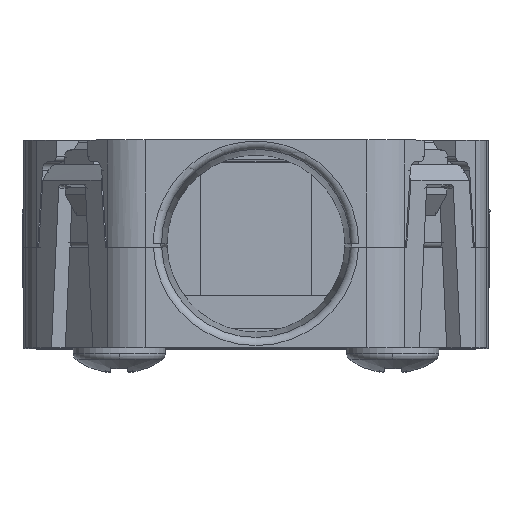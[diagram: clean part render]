
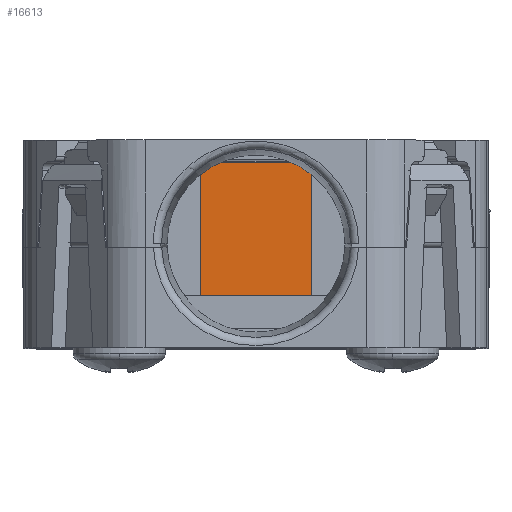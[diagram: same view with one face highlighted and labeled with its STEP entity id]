
A CAD part, top view. The second image highlights one B-rep face of the part: STEP entity #16613.
In plain terms, the highlighted planar face has unit normal (0, 0, 1).
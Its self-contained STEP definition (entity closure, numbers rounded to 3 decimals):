
#1091 = ORIENTED_EDGE ( 'NONE', *, *, #17324, .T. ) ;
#1706 = ORIENTED_EDGE ( 'NONE', *, *, #15222, .T. ) ;
#2200 = FACE_OUTER_BOUND ( 'NONE', #15997, .T. ) ;
#2703 = DIRECTION ( 'NONE',  ( 0., 0., 1. ) ) ;
#4125 = CARTESIAN_POINT ( 'NONE',  ( -3.375, -2.9, 18. ) ) ;
#6881 = CARTESIAN_POINT ( 'NONE',  ( 3.375, -0.45, 18. ) ) ;
#7961 = EDGE_CURVE ( 'NONE', #12129, #30093, #27365, .T. ) ;
#9428 = CARTESIAN_POINT ( 'NONE',  ( 0., -2.9, 18. ) ) ;
#10609 = CARTESIAN_POINT ( 'NONE',  ( -15.51, -6.73, 18. ) ) ;
#10995 = VECTOR ( 'NONE', #14982, 1000. ) ;
#11234 = CARTESIAN_POINT ( 'NONE',  ( 3.375, -2.9, 18. ) ) ;
#11491 = VECTOR ( 'NONE', #30639, 1000. ) ;
#12129 = VERTEX_POINT ( 'NONE', #23886 ) ;
#13154 = VERTEX_POINT ( 'NONE', #11234 ) ;
#13253 = CARTESIAN_POINT ( 'NONE',  ( 0., 5.2, 18. ) ) ;
#14982 = DIRECTION ( 'NONE',  ( 0., -1., 0. ) ) ;
#15222 = EDGE_CURVE ( 'NONE', #30093, #13154, #31906, .T. ) ;
#15265 = ORIENTED_EDGE ( 'NONE', *, *, #21941, .F. ) ;
#15501 = ORIENTED_EDGE ( 'NONE', *, *, #7961, .T. ) ;
#15997 = EDGE_LOOP ( 'NONE', ( #15501, #1706, #15265, #1091 ) ) ;
#16613 = ADVANCED_FACE ( 'NONE', ( #2200 ), #18652, .T. ) ;
#17324 = EDGE_CURVE ( 'NONE', #27616, #12129, #30931, .T. ) ;
#18066 = LINE ( 'NONE', #6881, #10995 ) ;
#18652 = PLANE ( 'NONE',  #24136 ) ;
#20266 = VECTOR ( 'NONE', #29618, 1000. ) ;
#21322 = DIRECTION ( 'NONE',  ( 1., 0., 0. ) ) ;
#21565 = CARTESIAN_POINT ( 'NONE',  ( -3.375, 0.2, 18. ) ) ;
#21697 = CARTESIAN_POINT ( 'NONE',  ( 3.375, 5.2, 18. ) ) ;
#21941 = EDGE_CURVE ( 'NONE', #27616, #13154, #18066, .T. ) ;
#23854 = VECTOR ( 'NONE', #23952, 1000. ) ;
#23886 = CARTESIAN_POINT ( 'NONE',  ( -3.375, 5.2, 18. ) ) ;
#23952 = DIRECTION ( 'NONE',  ( -1., 0., 0. ) ) ;
#24136 = AXIS2_PLACEMENT_3D ( 'NONE', #10609, #2703, #21322 ) ;
#27365 = LINE ( 'NONE', #21565, #20266 ) ;
#27616 = VERTEX_POINT ( 'NONE', #21697 ) ;
#29618 = DIRECTION ( 'NONE',  ( 0., -1., 0. ) ) ;
#30093 = VERTEX_POINT ( 'NONE', #4125 ) ;
#30639 = DIRECTION ( 'NONE',  ( 1., 0., 0. ) ) ;
#30931 = LINE ( 'NONE', #13253, #23854 ) ;
#31906 = LINE ( 'NONE', #9428, #11491 ) ;
